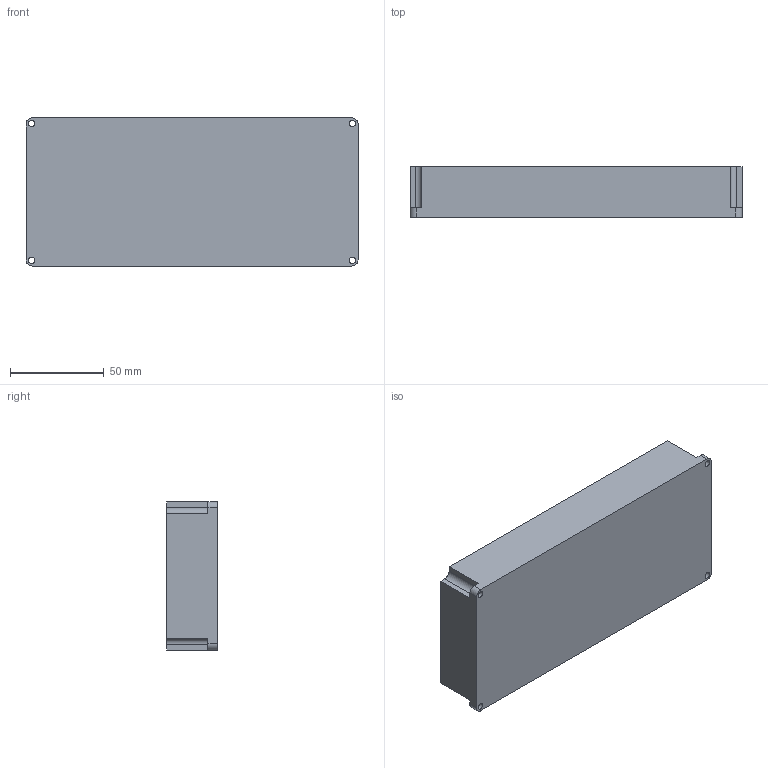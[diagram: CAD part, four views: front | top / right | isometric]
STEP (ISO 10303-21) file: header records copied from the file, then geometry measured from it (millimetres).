
FILE_DESCRIPTION (( 'STEP AP214' ), '1' );
FILE_NAME ('102210-001-A.STEP', '2025-10-01T22:29:00', ( 'admin' ), ( '' ), 'SwSTEP 2.0', 'SolidWorks 2023', '' );
FILE_SCHEMA (( 'AUTOMOTIVE_DESIGN' ));
Length unit declared in the file: millimetre
Products named in the file (1): 102210-001-A
Bounding box: 177 x 27 x 79.03 mm (x, y, z)
Volume: 103566.9 mm3; surface area: 53456.5 mm2
Topology: 1 solids, 1 shells, 454 faces, 1175 edges, 782 vertices
Faces by surface type: plane 241, bspline 123, cylinder 81, cone 9
Full cylindrical faces by diameter (mm): 1.6 x4, 2.05 x12, 2.5 x12, 3.1 x2, 3.4 x4, 5.105 x3, 6.35 x5, 6.604 x2
Entity records: 24421 total; most frequent: CARTESIAN_POINT 10814, ORIENTED_EDGE 2216, DIRECTION 1688, EDGE_CURVE 1108, VERTEX_POINT 768, LINE 700, VECTOR 700, EDGE_LOOP 590
